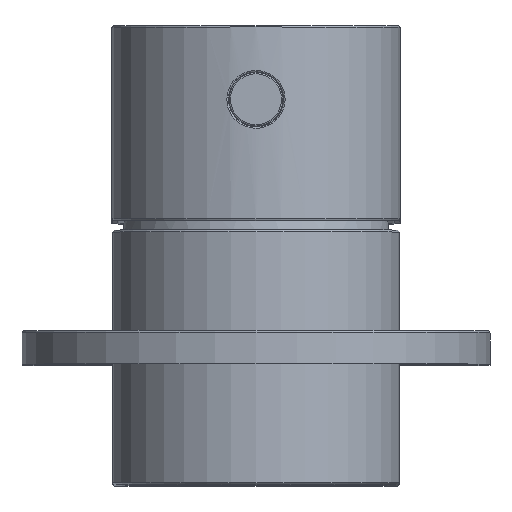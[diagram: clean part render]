
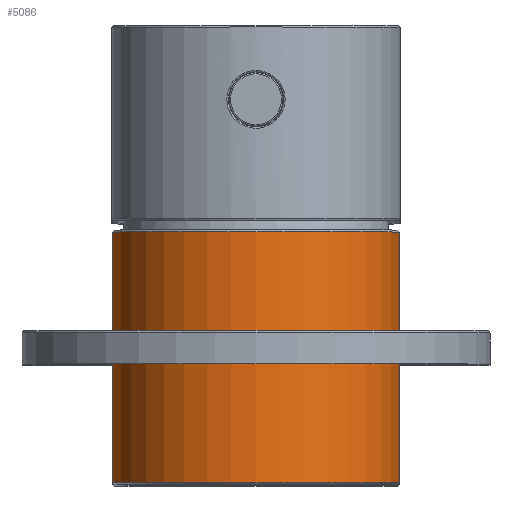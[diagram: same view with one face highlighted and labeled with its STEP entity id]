
A CAD part, top view. The second image highlights one B-rep face of the part: STEP entity #5086.
In plain terms, the highlighted cylindrical face has radius 21.45 mm (diameter 42.9 mm), a full revolution.
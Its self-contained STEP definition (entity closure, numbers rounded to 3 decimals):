
#743=CYLINDRICAL_SURFACE('',#5444,21.45);
#1466=ORIENTED_EDGE('',*,*,#2039,.F.);
#1467=ORIENTED_EDGE('',*,*,#2040,.T.);
#2039=EDGE_CURVE('',#2400,#2400,#2574,.T.);
#2040=EDGE_CURVE('',#2401,#2401,#2575,.T.);
#2400=VERTEX_POINT('',#7611);
#2401=VERTEX_POINT('',#7614);
#2574=CIRCLE('',#5443,21.45);
#2575=CIRCLE('',#5445,21.45);
#2831=EDGE_LOOP('',(#1466));
#2832=EDGE_LOOP('',(#1467));
#3160=FACE_BOUND('',#2831,.T.);
#3161=FACE_BOUND('',#2832,.T.);
#5086=ADVANCED_FACE('',(#3160,#3161),#743,.T.);
#5443=AXIS2_PLACEMENT_3D('',#7610,#6276,#6277);
#5444=AXIS2_PLACEMENT_3D('',#7612,#6278,#6279);
#5445=AXIS2_PLACEMENT_3D('',#7613,#6280,#6281);
#6276=DIRECTION('',(0.,1.,0.));
#6277=DIRECTION('',(1.,0.,0.));
#6278=DIRECTION('',(0.,-1.,0.));
#6279=DIRECTION('',(-1.,0.,0.));
#6280=DIRECTION('',(0.,1.,0.));
#6281=DIRECTION('',(1.,0.,0.));
#7610=CARTESIAN_POINT('',(0.,37.7,0.));
#7611=CARTESIAN_POINT('',(21.45,37.7,0.));
#7612=CARTESIAN_POINT('',(0.,39.9,0.));
#7613=CARTESIAN_POINT('',(0.,0.3,0.));
#7614=CARTESIAN_POINT('',(21.45,0.3,0.));
